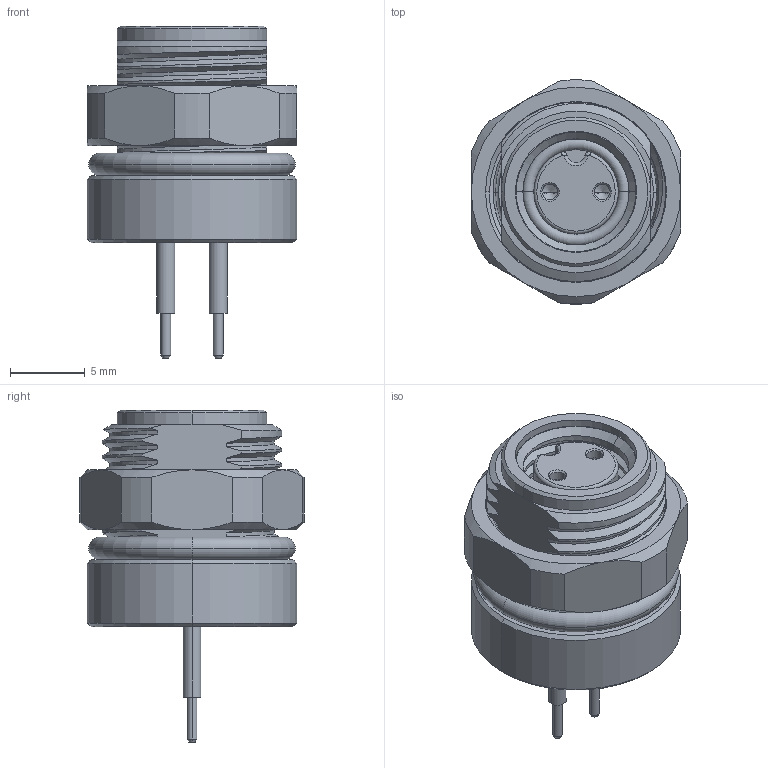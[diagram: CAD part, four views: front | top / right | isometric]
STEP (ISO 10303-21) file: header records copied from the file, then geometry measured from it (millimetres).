
FILE_DESCRIPTION((''),'2;1');
FILE_NAME('3P-K1333B2_','2025-09-13T',('gongcheng16'),(''),'PRO/ENGINEER BY PARAMETRIC TECHNOLOGY CORPORATION, 2010280','PRO/ENGINEER BY PARAMETRIC TECHNOLOGY CORPORATION, 2010280','');
FILE_SCHEMA(('CONFIG_CONTROL_DESIGN'));
Length unit declared in the file: millimetre
Products named in the file (1): 3P-K1333B2_
Bounding box: 14 x 14.98 x 22.2 mm (x, y, z)
Volume: 294.1 mm3; surface area: 2809.4 mm2
Topology: 1 solids, 8 shells, 367 faces, 899 edges, 569 vertices
Faces by surface type: cylinder 119, plane 108, cone 61, bspline 61, torus 18
Entity records: 27219 total; most frequent: CARTESIAN_POINT 18891, ORIENTED_EDGE 1790, DIRECTION 1604, EDGE_CURVE 895, AXIS2_PLACEMENT_3D 627, VERTEX_POINT 569, EDGE_LOOP 404, FACE_OUTER_BOUND 367
